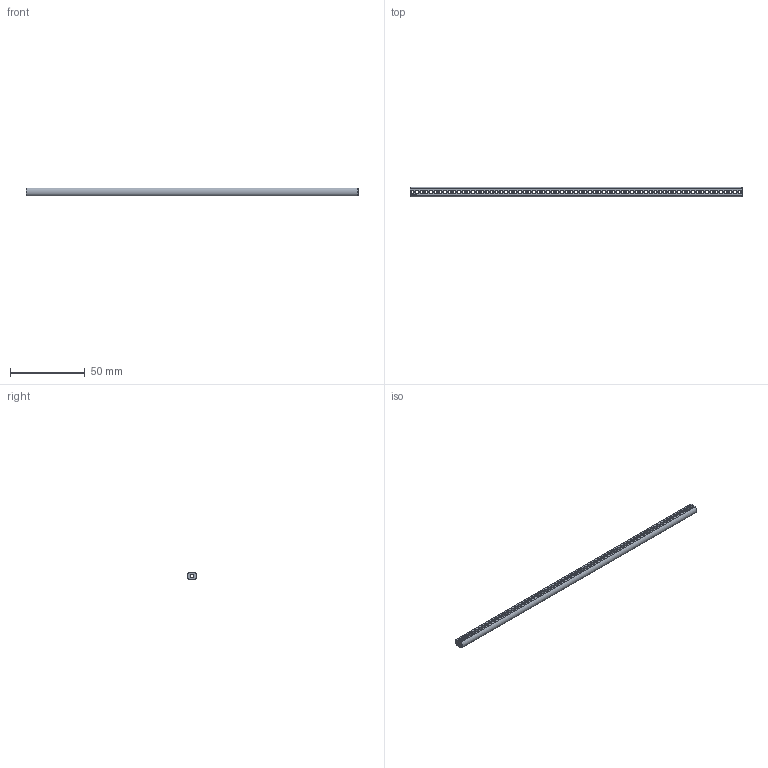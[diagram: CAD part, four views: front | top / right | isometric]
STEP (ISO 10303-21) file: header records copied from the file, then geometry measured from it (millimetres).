
FILE_DESCRIPTION(('FreeCAD Model'),'2;1');
FILE_NAME('Open CASCADE Shape Model','2024-06-18T15:26:32',(''),(''), 'Open CASCADE STEP processor 7.6','FreeCAD','Unknown');
FILE_SCHEMA(('AUTOMOTIVE_DESIGN { 1 0 10303 214 1 1 1 1 }'));
Length unit declared in the file: millimetre
Products named in the file (1): Shaft IDX BU17.75 - SPN-SFT-0191 (stemfie.org)
Bounding box: 221.88 x 6.6 x 5 mm (x, y, z)
Volume: 5064 mm3; surface area: 6378 mm2
Topology: 1 solids, 1 shells, 824 faces, 2522 edges, 1584 vertices
Faces by surface type: plane 318, cylinder 216, cone 146, extrusion 144
Full cylindrical faces by diameter (mm): 2 x214
Entity records: 28950 total; most frequent: CARTESIAN_POINT 5795, ORIENTED_EDGE 5044, DIRECTION 4618, EDGE_CURVE 2522, VERTEX_POINT 1584, AXIS2_PLACEMENT_3D 1559, VECTOR 1500, LINE 1356
